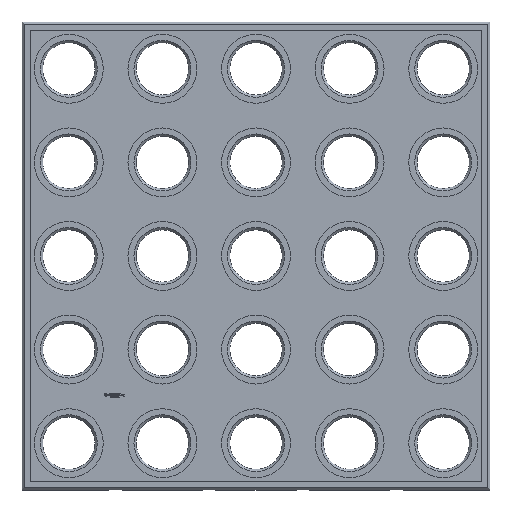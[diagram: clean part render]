
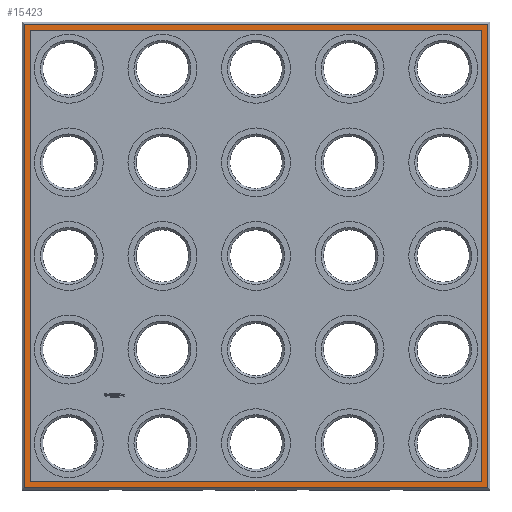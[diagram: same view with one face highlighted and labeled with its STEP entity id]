
A CAD part, top view. The second image highlights one B-rep face of the part: STEP entity #15423.
In plain terms, the highlighted planar face has unit normal (0, 0, 1).
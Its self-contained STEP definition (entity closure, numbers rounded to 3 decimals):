
#100 = PLANE('',#101);
#101 = AXIS2_PLACEMENT_3D('',#102,#103,#104);
#102 = CARTESIAN_POINT('',(-6.25,56.1,2.975));
#103 = DIRECTION('',(0.,0.707,0.707));
#104 = DIRECTION('',(-1.,0.,0.));
#3075 = PLANE('',#3076);
#3076 = AXIS2_PLACEMENT_3D('',#3077,#3078,#3079);
#3077 = CARTESIAN_POINT('',(56.1,56.25,2.975));
#3078 = DIRECTION('',(0.707,0.,0.707)
  );
#3079 = DIRECTION('',(0.,1.,0.));
#3565 = VERTEX_POINT('',#3566);
#3566 = CARTESIAN_POINT('',(-5.95,55.95,3.125));
#3580 = PLANE('',#3581);
#3581 = AXIS2_PLACEMENT_3D('',#3582,#3583,#3584);
#3582 = CARTESIAN_POINT('',(-6.1,-6.25,2.975));
#3583 = DIRECTION('',(-0.707,0.,0.707
    ));
#3584 = DIRECTION('',(0.,-1.,0.));
#3594 = VERTEX_POINT('',#3595);
#3595 = CARTESIAN_POINT('',(55.95,55.95,3.125));
#3616 = EDGE_CURVE('',#3565,#3594,#3617,.T.);
#3617 = SURFACE_CURVE('',#3618,(#3622,#3629),.PCURVE_S1.);
#3618 = LINE('',#3619,#3620);
#3619 = CARTESIAN_POINT('',(-6.25,55.95,3.125));
#3620 = VECTOR('',#3621,1.);
#3621 = DIRECTION('',(1.,0.,0.));
#3622 = PCURVE('',#100,#3623);
#3623 = DEFINITIONAL_REPRESENTATION('',(#3624),#3628);
#3624 = LINE('',#3625,#3626);
#3625 = CARTESIAN_POINT('',(0.,0.212));
#3626 = VECTOR('',#3627,1.);
#3627 = DIRECTION('',(-1.,0.));
#3628 = ( GEOMETRIC_REPRESENTATION_CONTEXT(2) 
PARAMETRIC_REPRESENTATION_CONTEXT() REPRESENTATION_CONTEXT('2D SPACE',''
  ) );
#3629 = PCURVE('',#3630,#3635);
#3630 = PLANE('',#3631);
#3631 = AXIS2_PLACEMENT_3D('',#3632,#3633,#3634);
#3632 = CARTESIAN_POINT('',(25.,25.,3.125));
#3633 = DIRECTION('',(0.,0.,1.));
#3634 = DIRECTION('',(1.,0.,0.));
#3635 = DEFINITIONAL_REPRESENTATION('',(#3636),#3640);
#3636 = LINE('',#3637,#3638);
#3637 = CARTESIAN_POINT('',(-31.25,30.95));
#3638 = VECTOR('',#3639,1.);
#3639 = DIRECTION('',(1.,0.));
#3640 = ( GEOMETRIC_REPRESENTATION_CONTEXT(2) 
PARAMETRIC_REPRESENTATION_CONTEXT() REPRESENTATION_CONTEXT('2D SPACE',''
  ) );
#14927 = PLANE('',#14928);
#14928 = AXIS2_PLACEMENT_3D('',#14929,#14930,#14931);
#14929 = CARTESIAN_POINT('',(56.25,-6.1,2.975));
#14930 = DIRECTION('',(0.,-0.707,0.707
    ));
#14931 = DIRECTION('',(-1.,0.,0.));
#15332 = VERTEX_POINT('',#15333);
#15333 = CARTESIAN_POINT('',(55.95,-5.95,3.125));
#15354 = EDGE_CURVE('',#3594,#15332,#15355,.T.);
#15355 = SURFACE_CURVE('',#15356,(#15360,#15367),.PCURVE_S1.);
#15356 = LINE('',#15357,#15358);
#15357 = CARTESIAN_POINT('',(55.95,56.25,3.125));
#15358 = VECTOR('',#15359,1.);
#15359 = DIRECTION('',(0.,-1.,0.));
#15360 = PCURVE('',#3075,#15361);
#15361 = DEFINITIONAL_REPRESENTATION('',(#15362),#15366);
#15362 = LINE('',#15363,#15364);
#15363 = CARTESIAN_POINT('',(0.,0.212));
#15364 = VECTOR('',#15365,1.);
#15365 = DIRECTION('',(-1.,0.));
#15366 = ( GEOMETRIC_REPRESENTATION_CONTEXT(2) 
PARAMETRIC_REPRESENTATION_CONTEXT() REPRESENTATION_CONTEXT('2D SPACE',''
  ) );
#15367 = PCURVE('',#3630,#15368);
#15368 = DEFINITIONAL_REPRESENTATION('',(#15369),#15373);
#15369 = LINE('',#15370,#15371);
#15370 = CARTESIAN_POINT('',(30.95,31.25));
#15371 = VECTOR('',#15372,1.);
#15372 = DIRECTION('',(0.,-1.));
#15373 = ( GEOMETRIC_REPRESENTATION_CONTEXT(2) 
PARAMETRIC_REPRESENTATION_CONTEXT() REPRESENTATION_CONTEXT('2D SPACE',''
  ) );
#15379 = VERTEX_POINT('',#15380);
#15380 = CARTESIAN_POINT('',(-5.95,-5.95,3.125));
#15403 = EDGE_CURVE('',#15379,#3565,#15404,.T.);
#15404 = SURFACE_CURVE('',#15405,(#15409,#15416),.PCURVE_S1.);
#15405 = LINE('',#15406,#15407);
#15406 = CARTESIAN_POINT('',(-5.95,-6.25,3.125));
#15407 = VECTOR('',#15408,1.);
#15408 = DIRECTION('',(0.,1.,0.));
#15409 = PCURVE('',#3580,#15410);
#15410 = DEFINITIONAL_REPRESENTATION('',(#15411),#15415);
#15411 = LINE('',#15412,#15413);
#15412 = CARTESIAN_POINT('',(0.,0.212));
#15413 = VECTOR('',#15414,1.);
#15414 = DIRECTION('',(-1.,0.));
#15415 = ( GEOMETRIC_REPRESENTATION_CONTEXT(2) 
PARAMETRIC_REPRESENTATION_CONTEXT() REPRESENTATION_CONTEXT('2D SPACE',''
  ) );
#15416 = PCURVE('',#3630,#15417);
#15417 = DEFINITIONAL_REPRESENTATION('',(#15418),#15422);
#15418 = LINE('',#15419,#15420);
#15419 = CARTESIAN_POINT('',(-30.95,-31.25));
#15420 = VECTOR('',#15421,1.);
#15421 = DIRECTION('',(0.,1.));
#15422 = ( GEOMETRIC_REPRESENTATION_CONTEXT(2) 
PARAMETRIC_REPRESENTATION_CONTEXT() REPRESENTATION_CONTEXT('2D SPACE',''
  ) );
#15423 = ADVANCED_FACE('',(#15424,#15450),#3630,.T.);
#15424 = FACE_BOUND('',#15425,.T.);
#15425 = EDGE_LOOP('',(#15426,#15447,#15448,#15449));
#15426 = ORIENTED_EDGE('',*,*,#15427,.F.);
#15427 = EDGE_CURVE('',#15332,#15379,#15428,.T.);
#15428 = SURFACE_CURVE('',#15429,(#15433,#15440),.PCURVE_S1.);
#15429 = LINE('',#15430,#15431);
#15430 = CARTESIAN_POINT('',(56.25,-5.95,3.125));
#15431 = VECTOR('',#15432,1.);
#15432 = DIRECTION('',(-1.,0.,0.));
#15433 = PCURVE('',#3630,#15434);
#15434 = DEFINITIONAL_REPRESENTATION('',(#15435),#15439);
#15435 = LINE('',#15436,#15437);
#15436 = CARTESIAN_POINT('',(31.25,-30.95));
#15437 = VECTOR('',#15438,1.);
#15438 = DIRECTION('',(-1.,0.));
#15439 = ( GEOMETRIC_REPRESENTATION_CONTEXT(2) 
PARAMETRIC_REPRESENTATION_CONTEXT() REPRESENTATION_CONTEXT('2D SPACE',''
  ) );
#15440 = PCURVE('',#14927,#15441);
#15441 = DEFINITIONAL_REPRESENTATION('',(#15442),#15446);
#15442 = LINE('',#15443,#15444);
#15443 = CARTESIAN_POINT('',(0.,-0.212));
#15444 = VECTOR('',#15445,1.);
#15445 = DIRECTION('',(1.,0.));
#15446 = ( GEOMETRIC_REPRESENTATION_CONTEXT(2) 
PARAMETRIC_REPRESENTATION_CONTEXT() REPRESENTATION_CONTEXT('2D SPACE',''
  ) );
#15447 = ORIENTED_EDGE('',*,*,#15354,.F.);
#15448 = ORIENTED_EDGE('',*,*,#3616,.F.);
#15449 = ORIENTED_EDGE('',*,*,#15403,.F.);
#15450 = FACE_BOUND('',#15451,.T.);
#15451 = EDGE_LOOP('',(#15452,#15482,#15510,#15538));
#15452 = ORIENTED_EDGE('',*,*,#15453,.T.);
#15453 = EDGE_CURVE('',#15454,#15456,#15458,.T.);
#15454 = VERTEX_POINT('',#15455);
#15455 = CARTESIAN_POINT('',(-5.15,-5.15,3.125));
#15456 = VERTEX_POINT('',#15457);
#15457 = CARTESIAN_POINT('',(-5.15,55.15,3.125));
#15458 = SURFACE_CURVE('',#15459,(#15463,#15470),.PCURVE_S1.);
#15459 = LINE('',#15460,#15461);
#15460 = CARTESIAN_POINT('',(-5.15,-5.15,3.125));
#15461 = VECTOR('',#15462,1.);
#15462 = DIRECTION('',(0.,1.,0.));
#15463 = PCURVE('',#3630,#15464);
#15464 = DEFINITIONAL_REPRESENTATION('',(#15465),#15469);
#15465 = LINE('',#15466,#15467);
#15466 = CARTESIAN_POINT('',(-30.15,-30.15));
#15467 = VECTOR('',#15468,1.);
#15468 = DIRECTION('',(0.,1.));
#15469 = ( GEOMETRIC_REPRESENTATION_CONTEXT(2) 
PARAMETRIC_REPRESENTATION_CONTEXT() REPRESENTATION_CONTEXT('2D SPACE',''
  ) );
#15470 = PCURVE('',#15471,#15476);
#15471 = PLANE('',#15472);
#15472 = AXIS2_PLACEMENT_3D('',#15473,#15474,#15475);
#15473 = CARTESIAN_POINT('',(-5.15,-5.15,3.125));
#15474 = DIRECTION('',(1.,0.,0.));
#15475 = DIRECTION('',(0.,1.,0.));
#15476 = DEFINITIONAL_REPRESENTATION('',(#15477),#15481);
#15477 = LINE('',#15478,#15479);
#15478 = CARTESIAN_POINT('',(0.,0.));
#15479 = VECTOR('',#15480,1.);
#15480 = DIRECTION('',(1.,0.));
#15481 = ( GEOMETRIC_REPRESENTATION_CONTEXT(2) 
PARAMETRIC_REPRESENTATION_CONTEXT() REPRESENTATION_CONTEXT('2D SPACE',''
  ) );
#15482 = ORIENTED_EDGE('',*,*,#15483,.T.);
#15483 = EDGE_CURVE('',#15456,#15484,#15486,.T.);
#15484 = VERTEX_POINT('',#15485);
#15485 = CARTESIAN_POINT('',(55.15,55.15,3.125));
#15486 = SURFACE_CURVE('',#15487,(#15491,#15498),.PCURVE_S1.);
#15487 = LINE('',#15488,#15489);
#15488 = CARTESIAN_POINT('',(-5.15,55.15,3.125));
#15489 = VECTOR('',#15490,1.);
#15490 = DIRECTION('',(1.,0.,0.));
#15491 = PCURVE('',#3630,#15492);
#15492 = DEFINITIONAL_REPRESENTATION('',(#15493),#15497);
#15493 = LINE('',#15494,#15495);
#15494 = CARTESIAN_POINT('',(-30.15,30.15));
#15495 = VECTOR('',#15496,1.);
#15496 = DIRECTION('',(1.,0.));
#15497 = ( GEOMETRIC_REPRESENTATION_CONTEXT(2) 
PARAMETRIC_REPRESENTATION_CONTEXT() REPRESENTATION_CONTEXT('2D SPACE',''
  ) );
#15498 = PCURVE('',#15499,#15504);
#15499 = PLANE('',#15500);
#15500 = AXIS2_PLACEMENT_3D('',#15501,#15502,#15503);
#15501 = CARTESIAN_POINT('',(-5.15,55.15,3.125));
#15502 = DIRECTION('',(0.,-1.,0.));
#15503 = DIRECTION('',(1.,0.,0.));
#15504 = DEFINITIONAL_REPRESENTATION('',(#15505),#15509);
#15505 = LINE('',#15506,#15507);
#15506 = CARTESIAN_POINT('',(0.,0.));
#15507 = VECTOR('',#15508,1.);
#15508 = DIRECTION('',(1.,0.));
#15509 = ( GEOMETRIC_REPRESENTATION_CONTEXT(2) 
PARAMETRIC_REPRESENTATION_CONTEXT() REPRESENTATION_CONTEXT('2D SPACE',''
  ) );
#15510 = ORIENTED_EDGE('',*,*,#15511,.T.);
#15511 = EDGE_CURVE('',#15484,#15512,#15514,.T.);
#15512 = VERTEX_POINT('',#15513);
#15513 = CARTESIAN_POINT('',(55.15,-5.15,3.125));
#15514 = SURFACE_CURVE('',#15515,(#15519,#15526),.PCURVE_S1.);
#15515 = LINE('',#15516,#15517);
#15516 = CARTESIAN_POINT('',(55.15,55.15,3.125));
#15517 = VECTOR('',#15518,1.);
#15518 = DIRECTION('',(0.,-1.,0.));
#15519 = PCURVE('',#3630,#15520);
#15520 = DEFINITIONAL_REPRESENTATION('',(#15521),#15525);
#15521 = LINE('',#15522,#15523);
#15522 = CARTESIAN_POINT('',(30.15,30.15));
#15523 = VECTOR('',#15524,1.);
#15524 = DIRECTION('',(0.,-1.));
#15525 = ( GEOMETRIC_REPRESENTATION_CONTEXT(2) 
PARAMETRIC_REPRESENTATION_CONTEXT() REPRESENTATION_CONTEXT('2D SPACE',''
  ) );
#15526 = PCURVE('',#15527,#15532);
#15527 = PLANE('',#15528);
#15528 = AXIS2_PLACEMENT_3D('',#15529,#15530,#15531);
#15529 = CARTESIAN_POINT('',(55.15,55.15,3.125));
#15530 = DIRECTION('',(-1.,0.,0.));
#15531 = DIRECTION('',(0.,-1.,0.));
#15532 = DEFINITIONAL_REPRESENTATION('',(#15533),#15537);
#15533 = LINE('',#15534,#15535);
#15534 = CARTESIAN_POINT('',(0.,0.));
#15535 = VECTOR('',#15536,1.);
#15536 = DIRECTION('',(1.,0.));
#15537 = ( GEOMETRIC_REPRESENTATION_CONTEXT(2) 
PARAMETRIC_REPRESENTATION_CONTEXT() REPRESENTATION_CONTEXT('2D SPACE',''
  ) );
#15538 = ORIENTED_EDGE('',*,*,#15539,.T.);
#15539 = EDGE_CURVE('',#15512,#15454,#15540,.T.);
#15540 = SURFACE_CURVE('',#15541,(#15545,#15552),.PCURVE_S1.);
#15541 = LINE('',#15542,#15543);
#15542 = CARTESIAN_POINT('',(55.15,-5.15,3.125));
#15543 = VECTOR('',#15544,1.);
#15544 = DIRECTION('',(-1.,0.,0.));
#15545 = PCURVE('',#3630,#15546);
#15546 = DEFINITIONAL_REPRESENTATION('',(#15547),#15551);
#15547 = LINE('',#15548,#15549);
#15548 = CARTESIAN_POINT('',(30.15,-30.15));
#15549 = VECTOR('',#15550,1.);
#15550 = DIRECTION('',(-1.,0.));
#15551 = ( GEOMETRIC_REPRESENTATION_CONTEXT(2) 
PARAMETRIC_REPRESENTATION_CONTEXT() REPRESENTATION_CONTEXT('2D SPACE',''
  ) );
#15552 = PCURVE('',#15553,#15558);
#15553 = PLANE('',#15554);
#15554 = AXIS2_PLACEMENT_3D('',#15555,#15556,#15557);
#15555 = CARTESIAN_POINT('',(55.15,-5.15,3.125));
#15556 = DIRECTION('',(0.,1.,0.));
#15557 = DIRECTION('',(-1.,0.,0.));
#15558 = DEFINITIONAL_REPRESENTATION('',(#15559),#15563);
#15559 = LINE('',#15560,#15561);
#15560 = CARTESIAN_POINT('',(0.,0.));
#15561 = VECTOR('',#15562,1.);
#15562 = DIRECTION('',(1.,0.));
#15563 = ( GEOMETRIC_REPRESENTATION_CONTEXT(2) 
PARAMETRIC_REPRESENTATION_CONTEXT() REPRESENTATION_CONTEXT('2D SPACE',''
  ) );
